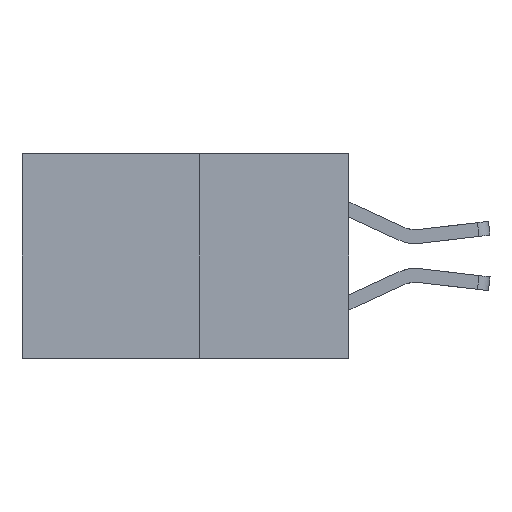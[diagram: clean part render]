
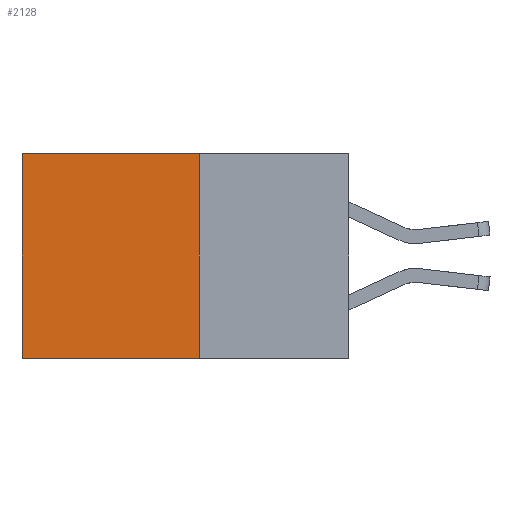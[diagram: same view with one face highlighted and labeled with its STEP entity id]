
A CAD part, left-side view. The second image highlights one B-rep face of the part: STEP entity #2128.
In plain terms, the highlighted planar face has unit normal (-1, 0, 0).
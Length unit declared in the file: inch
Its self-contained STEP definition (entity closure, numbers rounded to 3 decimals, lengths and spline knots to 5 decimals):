
#129 = VERTEX_POINT ( 'NONE', #263 ) ;
#263 = CARTESIAN_POINT ( 'NONE',  ( 0.277, 0.27, 0. ) ) ;
#400 = CARTESIAN_POINT ( 'NONE',  ( 0.277, 0.59, -0.37 ) ) ;
#538 = DIRECTION ( 'NONE',  ( 0., 0., -1. ) ) ;
#549 = DIRECTION ( 'NONE',  ( 1., 0., 0. ) ) ;
#653 = CARTESIAN_POINT ( 'NONE',  ( 0.277, 0.27, -0.37 ) ) ;
#890 = PLANE ( 'NONE',  #8856 ) ;
#899 = VECTOR ( 'NONE', #4362, 39.37008 ) ;
#986 = CARTESIAN_POINT ( 'NONE',  ( 0.277, 0.27, -0.37 ) ) ;
#1406 = LINE ( 'NONE', #986, #10997 ) ;
#1723 = CARTESIAN_POINT ( 'NONE',  ( 0.277, 0.27, -0.37 ) ) ;
#1919 = DIRECTION ( 'NONE',  ( 0., 0., -1. ) ) ;
#2058 = CARTESIAN_POINT ( 'NONE',  ( 0.277, 0.59, 0. ) ) ;
#2128 = ADVANCED_FACE ( 'NONE', ( #8211 ), #890, .F. ) ;
#2216 = LINE ( 'NONE', #10077, #11971 ) ;
#2528 = EDGE_CURVE ( 'NONE', #129, #9687, #2216, .T. ) ;
#2848 = LINE ( 'NONE', #1723, #7784 ) ;
#2920 = EDGE_CURVE ( 'NONE', #9687, #3109, #8345, .T. ) ;
#3109 = VERTEX_POINT ( 'NONE', #400 ) ;
#3950 = CARTESIAN_POINT ( 'NONE',  ( 0.277, 0.27, -0.37 ) ) ;
#4362 = DIRECTION ( 'NONE',  ( 0., 0., -1. ) ) ;
#4467 = CARTESIAN_POINT ( 'NONE',  ( 0.277, 0.59, -0.37 ) ) ;
#4810 = ORIENTED_EDGE ( 'NONE', *, *, #7146, .F. ) ;
#5810 = EDGE_LOOP ( 'NONE', ( #9549, #4810, #6587, #7759 ) ) ;
#6587 = ORIENTED_EDGE ( 'NONE', *, *, #8298, .F. ) ;
#7146 = EDGE_CURVE ( 'NONE', #11187, #3109, #2848, .T. ) ;
#7759 = ORIENTED_EDGE ( 'NONE', *, *, #2528, .T. ) ;
#7784 = VECTOR ( 'NONE', #9712, 39.37008 ) ;
#8211 = FACE_OUTER_BOUND ( 'NONE', #5810, .T. ) ;
#8298 = EDGE_CURVE ( 'NONE', #129, #11187, #1406, .T. ) ;
#8345 = LINE ( 'NONE', #4467, #899 ) ;
#8856 = AXIS2_PLACEMENT_3D ( 'NONE', #653, #549, #538 ) ;
#9549 = ORIENTED_EDGE ( 'NONE', *, *, #2920, .T. ) ;
#9687 = VERTEX_POINT ( 'NONE', #2058 ) ;
#9712 = DIRECTION ( 'NONE',  ( 0., 1., 0. ) ) ;
#9944 = DIRECTION ( 'NONE',  ( 0., 1., 0. ) ) ;
#10077 = CARTESIAN_POINT ( 'NONE',  ( 0.277, 0.27, 0. ) ) ;
#10997 = VECTOR ( 'NONE', #1919, 39.37008 ) ;
#11187 = VERTEX_POINT ( 'NONE', #3950 ) ;
#11971 = VECTOR ( 'NONE', #9944, 39.37008 ) ;
